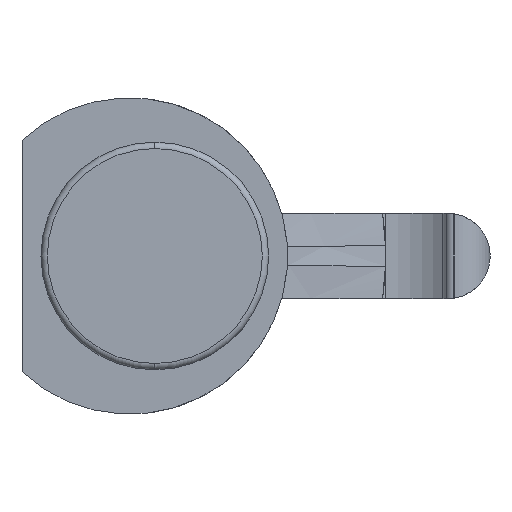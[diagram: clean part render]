
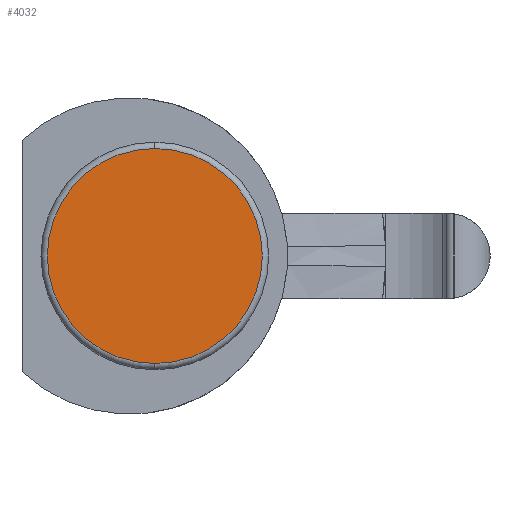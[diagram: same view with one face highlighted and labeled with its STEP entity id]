
A CAD part, left-side view. The second image highlights one B-rep face of the part: STEP entity #4032.
In plain terms, the highlighted planar face has unit normal (-1, 0, 0).
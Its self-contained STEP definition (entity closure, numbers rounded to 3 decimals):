
#1653=CARTESIAN_POINT('',(-60.,-5.,0.));
#1654=DIRECTION('',(-1.,0.,0.));
#1655=DIRECTION('',(0.,0.,-1.));
#1656=AXIS2_PLACEMENT_3D('',#1653,#1654,#1655);
#1658=CARTESIAN_POINT('',(-60.,-5.,0.));
#1659=DIRECTION('',(-1.,0.,0.));
#1660=DIRECTION('',(0.,0.,1.));
#1661=AXIS2_PLACEMENT_3D('',#1658,#1659,#1660);
#1767=CARTESIAN_POINT('',(-60.,-5.,-17.));
#1768=CARTESIAN_POINT('',(-60.,-5.,17.));
#1769=VERTEX_POINT('',#1767);
#1770=VERTEX_POINT('',#1768);
#4023=CARTESIAN_POINT('',(-60.,-5.,0.));
#4024=DIRECTION('',(1.,0.,0.));
#4025=DIRECTION('',(0.,0.,1.));
#4026=AXIS2_PLACEMENT_3D('',#4023,#4024,#4025);
#4027=PLANE('',#4026);
#4028=ORIENTED_EDGE('',*,*,#4003,.F.);
#4029=ORIENTED_EDGE('',*,*,#4017,.F.);
#4030=EDGE_LOOP('',(#4028,#4029));
#4031=FACE_OUTER_BOUND('',#4030,.F.);
#4032=ADVANCED_FACE('',(#4031),#4027,.F.);
#1657=CIRCLE('',#1656,17.);
#1662=CIRCLE('',#1661,17.);
#4003=EDGE_CURVE('',#1769,#1770,#1657,.T.);
#4017=EDGE_CURVE('',#1770,#1769,#1662,.T.);
